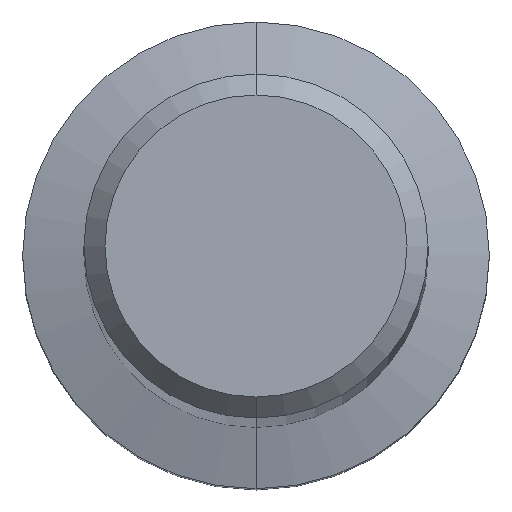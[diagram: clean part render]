
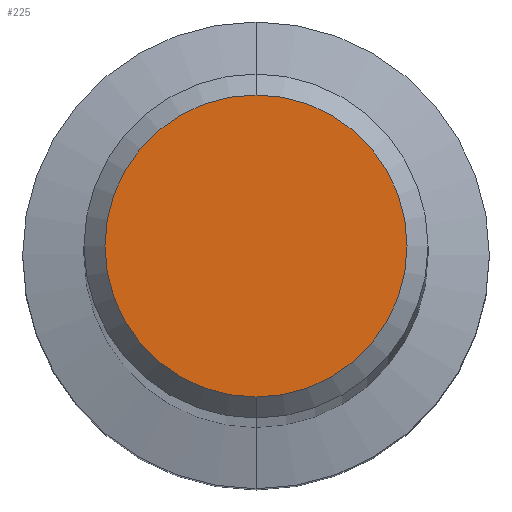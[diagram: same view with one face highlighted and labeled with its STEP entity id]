
A CAD part, top view. The second image highlights one B-rep face of the part: STEP entity #225.
In plain terms, the highlighted planar face has unit normal (0, 0, 1).
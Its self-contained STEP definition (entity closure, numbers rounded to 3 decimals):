
#165=VERTEX_POINT('',#370);
#169=VERTEX_POINT('',#374);
#203=EDGE_CURVE('',#165,#169,#412,.T.);
#225=ADVANCED_FACE('',(#437),#438,.T.);
#285=EDGE_CURVE('',#169,#165,#506,.T.);
#370=CARTESIAN_POINT('',(0.0,3.6,0.0));
#374=CARTESIAN_POINT('',(0.,-3.6,0.0));
#412=CIRCLE('',#652,3.6);
#437=FACE_OUTER_BOUND('',#686,.T.);
#438=PLANE('',#687);
#506=CIRCLE('',#773,3.6);
#652=AXIS2_PLACEMENT_3D('',#918,#919,#920);
#686=EDGE_LOOP('',(#958,#959));
#687=AXIS2_PLACEMENT_3D('',#960,#961,#962);
#773=AXIS2_PLACEMENT_3D('',#1044,#1045,#1046);
#918=CARTESIAN_POINT('',(0.0,0.0,0.0));
#919=DIRECTION('',(0.0,0.0,-1.0));
#920=DIRECTION('',(0.0,1.0,0.0));
#958=ORIENTED_EDGE('',*,*,#203,.F.);
#959=ORIENTED_EDGE('',*,*,#285,.F.);
#960=CARTESIAN_POINT('',(0.0,1.8,0.0));
#961=DIRECTION('',(-0.0,0.0,1.0));
#962=DIRECTION('',(0.0,-1.0,0.0));
#1044=CARTESIAN_POINT('',(0.0,0.0,0.0));
#1045=DIRECTION('',(0.0,0.0,-1.0));
#1046=DIRECTION('',(0.0,1.0,0.0));
